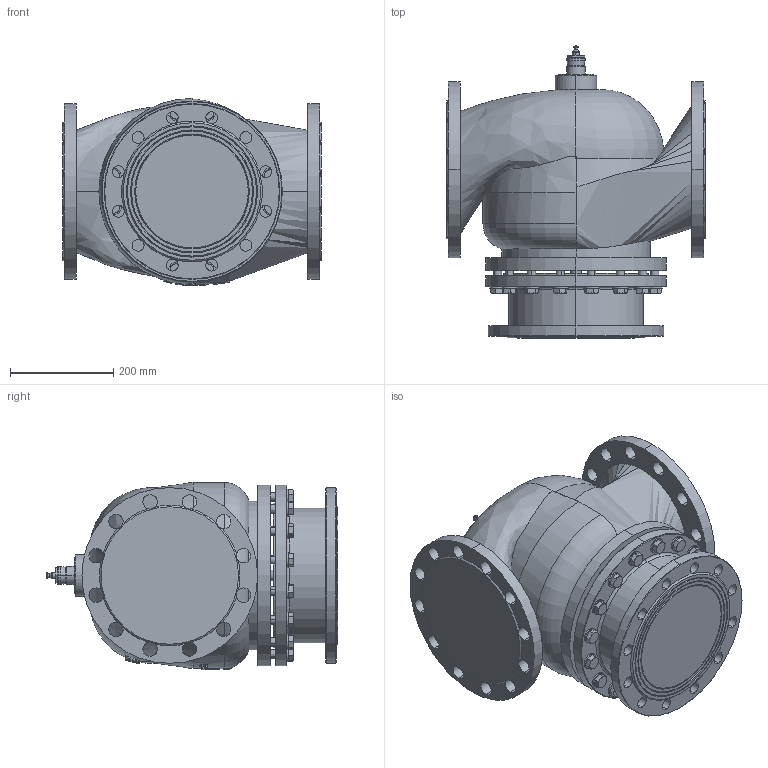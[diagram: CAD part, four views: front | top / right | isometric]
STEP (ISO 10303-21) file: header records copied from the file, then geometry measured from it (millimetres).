
FILE_DESCRIPTION (( 'STEP AP214' ), '1' );
FILE_NAME ('DN200三通BL合流.STEP', '2022-04-25T08:52:29', ( '' ), ( '' ), 'SwSTEP 2.0', 'SolidWorks 2014', '' );
FILE_SCHEMA (( 'AUTOMOTIVE_DESIGN' ));
Length unit declared in the file: millimetre
Products named in the file (1): DN200三通BL合流
Bounding box: 500 x 565 x 362 mm (x, y, z)
Volume: 49746928.4 mm3; surface area: 1548918 mm2
Topology: 38 solids, 38 shells, 934 faces, 2259 edges, 1435 vertices
Faces by surface type: plane 318, cylinder 285, cone 222, bspline 92, torus 15, sphere 2
Entity records: 50555 total; most frequent: CARTESIAN_POINT 18208, ORIENTED_EDGE 4518, DIRECTION 4380, EDGE_CURVE 2259, AXIS2_PLACEMENT_3D 1806, VERTEX_POINT 1435, EDGE_LOOP 1138, UNCERTAINTY_MEASURE_WITH_UNIT 974
